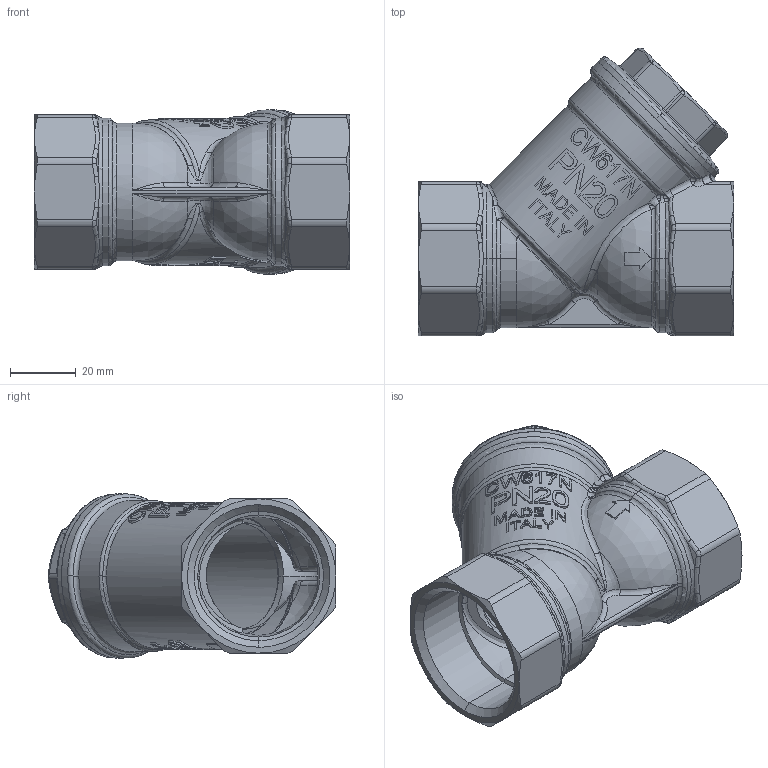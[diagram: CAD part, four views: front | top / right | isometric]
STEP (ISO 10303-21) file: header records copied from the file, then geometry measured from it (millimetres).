
FILE_DESCRIPTION (( 'STEP AP214' ), '1' );
FILE_NAME ('IT-STRAIN19207.STEP', '2018-09-24T08:24:43', ( '' ), ( '' ), 'SwSTEP 2.0', 'SolidWorks 2018', '' );
FILE_SCHEMA (( 'AUTOMOTIVE_DESIGN' ));
Length unit declared in the file: millimetre
Products named in the file (1): IT-STRAIN19207
Bounding box: 96 x 87.67 x 50 mm (x, y, z)
Surface area: 41720.8 mm2 (no closed solid volume)
Topology: 0 solids, 3 shells, 740 faces, 1900 edges, 1183 vertices
Faces by surface type: plane 269, bspline 223, cylinder 109, torus 56, cone 51, sphere 32
Entity records: 39805 total; most frequent: CARTESIAN_POINT 26719, ORIENTED_EDGE 3725, EDGE_CURVE 1878, B_SPLINE_CURVE_WITH_KNOTS 1780, VERTEX_POINT 1183, DIRECTION 1036, EDGE_LOOP 787, ADVANCED_FACE 740
